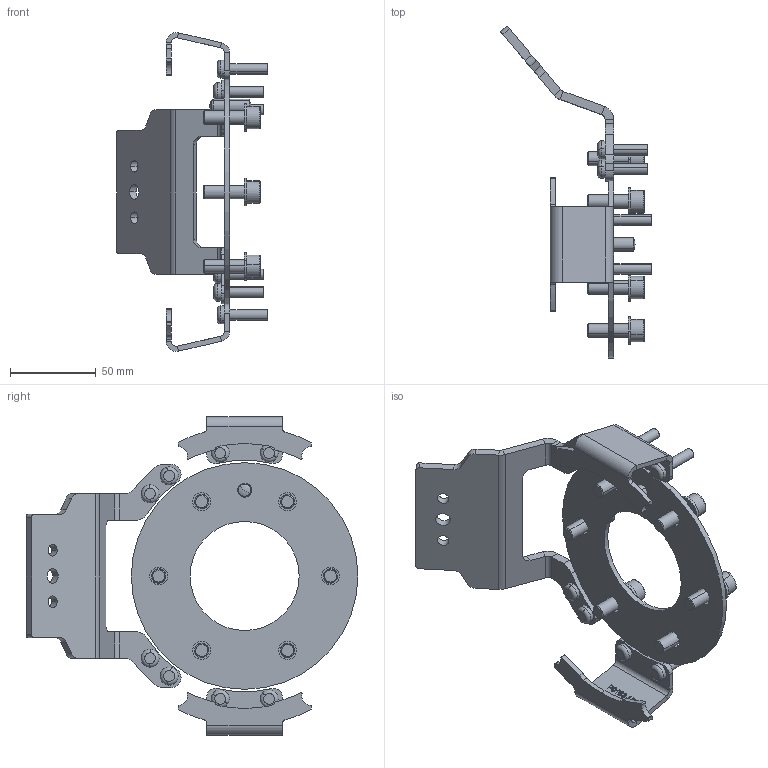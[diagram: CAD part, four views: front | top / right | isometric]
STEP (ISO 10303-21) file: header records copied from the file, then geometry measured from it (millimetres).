
FILE_DESCRIPTION (( 'STEP AP203' ), '1' );
FILE_NAME ('P5217-1.STEP', '2021-05-18T06:40:54', ( '' ), ( '' ), 'SwSTEP 2.0', 'SolidWorks 2019', '' );
FILE_SCHEMA (( 'CONFIG_CONTROL_DESIGN' ));
Length unit declared in the file: millimetre
Products named in the file (1): P5217-1
Bounding box: 87.78 x 193.28 x 185.66 mm (x, y, z)
Volume: 107094.9 mm3; surface area: 71210.6 mm2
Topology: 25 solids, 25 shells, 634 faces, 1502 edges, 964 vertices
Faces by surface type: plane 262, cylinder 200, bspline 110, torus 44, cone 14, sphere 4
Entity records: 24121 total; most frequent: CARTESIAN_POINT 9643, ORIENTED_EDGE 3004, DIRECTION 2842, EDGE_CURVE 1502, AXIS2_PLACEMENT_3D 1035, VERTEX_POINT 964, LINE 772, VECTOR 772
